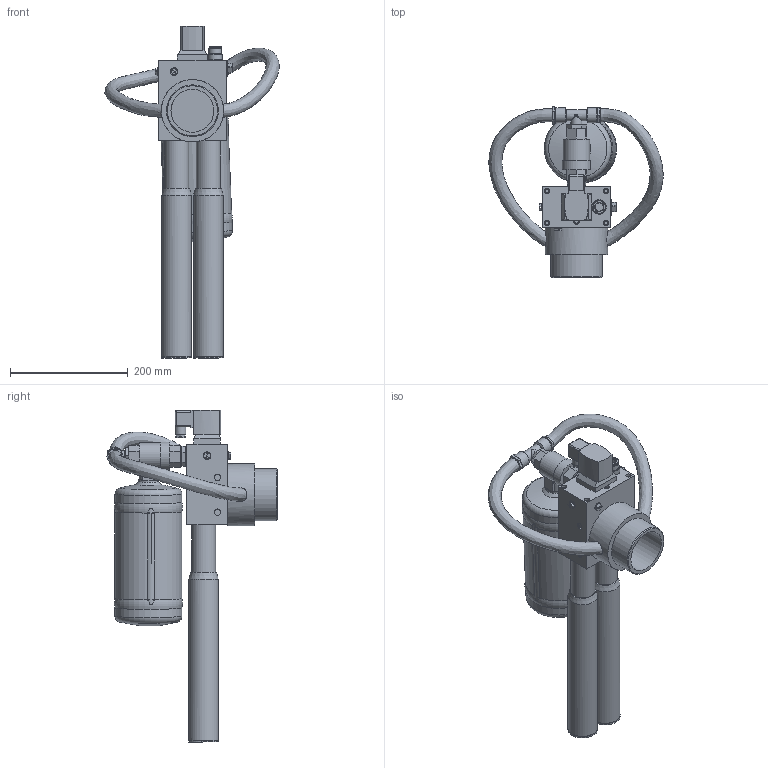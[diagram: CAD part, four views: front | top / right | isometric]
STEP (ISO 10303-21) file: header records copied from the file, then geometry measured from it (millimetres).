
FILE_DESCRIPTION(/* description */ (''),/* implementation_level */ '2;1');
FILE_NAME(/* name */ 'evkac2202rsx.stp',/* time_stamp */ '2021-09-01T09:32:39+02:00',/* author */ ('enginyeria'),/* organization */ (''),/* preprocessor_version */ 'ST-DEVELOPER v17.2',/* originating_system */ 'Autodesk Inventor 2019',/* authorisation */ '');
FILE_SCHEMA (('CONFIG_CONTROL_DESIGN'));
Length unit declared in the file: millimetre
Products named in the file (1): Pieza33
Bounding box: 295.8 x 290.45 x 564 mm (x, y, z)
Volume: 5265875.5 mm3; surface area: 506792.3 mm2
Topology: 1 solids, 18 shells, 455 faces, 1119 edges, 759 vertices
Faces by surface type: plane 279, cylinder 127, cone 35, torus 8, bspline 4, sphere 2
Full cylindrical faces by diameter (mm): 5.5 x5, 7 x2, 8.9 x2, 9 x5, 10 x2, 10.8 x4, 11 x2, 11.445 x2, 11.5 x2, 13 x2, 14 x1, 15 x1, 15.6 x1, 16.5 x1, 18.5 x1, 18.631 x2, 18.8 x1, 18.9 x1, 19.5 x1, 20.7 x2, 20.8 x1, 21.7 x1, 22.352 x2, 24.117 x1, 24.6 x1, 25 x1, 25.7 x2, 27 x1, 34 x2, 35 x2
Entity records: 19423 total; most frequent: CARTESIAN_POINT 8293, DIRECTION 2392, ORIENTED_EDGE 2238, EDGE_CURVE 1119, AXIS2_PLACEMENT_3D 914, VERTEX_POINT 759, LINE 564, VECTOR 564
